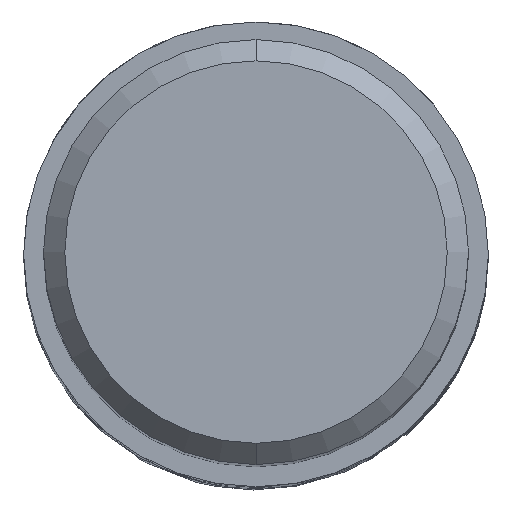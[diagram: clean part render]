
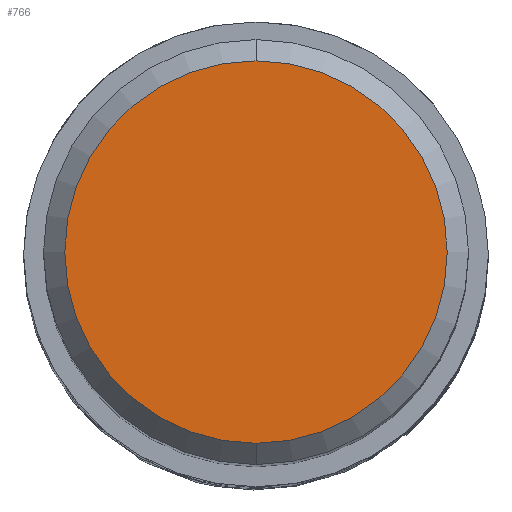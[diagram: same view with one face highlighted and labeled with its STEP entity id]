
A CAD part, top view. The second image highlights one B-rep face of the part: STEP entity #766.
In plain terms, the highlighted planar face has unit normal (0, 0, 1).
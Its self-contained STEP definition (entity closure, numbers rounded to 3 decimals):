
#524=EDGE_CURVE('',#702,#548,#1101,.T.);
#548=VERTEX_POINT('',#1126);
#702=VERTEX_POINT('',#1295);
#726=EDGE_CURVE('',#548,#702,#1319,.T.);
#766=ADVANCED_FACE('',(#1362),#1363,.T.);
#1101=CIRCLE('',#3763,7.2);
#1126=CARTESIAN_POINT('',(0.,-7.2,0.0));
#1295=CARTESIAN_POINT('',(0.0,7.2,0.0));
#1319=CIRCLE('',#6234,7.2);
#1362=FACE_OUTER_BOUND('',#6380,.T.);
#1363=PLANE('',#6381);
#3763=AXIS2_PLACEMENT_3D('',#6821,#6822,#6823);
#6234=AXIS2_PLACEMENT_3D('',#7032,#7033,#7034);
#6380=EDGE_LOOP('',(#7093,#7094));
#6381=AXIS2_PLACEMENT_3D('',#7095,#7096,#7097);
#6821=CARTESIAN_POINT('',(0.0,0.0,0.0));
#6822=DIRECTION('',(0.0,0.0,-1.0));
#6823=DIRECTION('',(0.0,1.0,0.0));
#7032=CARTESIAN_POINT('',(0.0,0.0,0.0));
#7033=DIRECTION('',(0.0,0.0,-1.0));
#7034=DIRECTION('',(0.0,1.0,0.0));
#7093=ORIENTED_EDGE('',*,*,#524,.F.);
#7094=ORIENTED_EDGE('',*,*,#726,.F.);
#7095=CARTESIAN_POINT('',(0.0,3.6,0.0));
#7096=DIRECTION('',(-0.0,0.0,1.0));
#7097=DIRECTION('',(0.0,-1.0,0.0));
